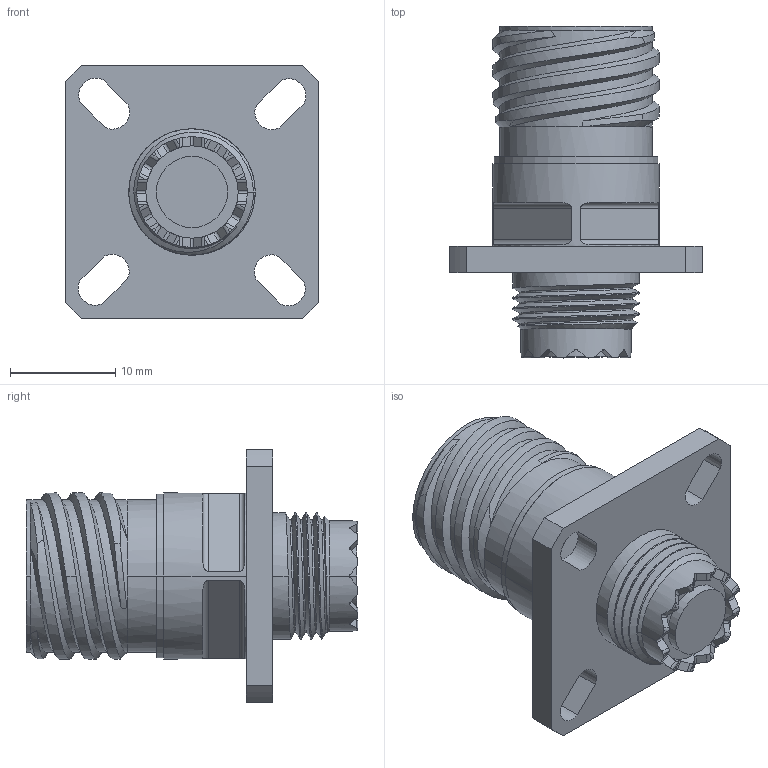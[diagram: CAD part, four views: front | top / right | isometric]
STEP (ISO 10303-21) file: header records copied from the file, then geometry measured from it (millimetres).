
FILE_DESCRIPTION((''),'2;1');
FILE_NAME('8D-07-09-20','2009-07-02T',('NizamudheenKC'),('FCI INTERCONNECT'),'PRO/ENGINEER BY PARAMETRIC TECHNOLOGY CORPORATION, 2005310','PRO/ENGINEER BY PARAMETRIC TECHNOLOGY CORPORATION, 2005310','');
FILE_SCHEMA(('CONFIG_CONTROL_DESIGN'));
Length unit declared in the file: millimetre
Products named in the file (1): 8D-07-09-20
Bounding box: 24.1 x 31.5 x 24.1 mm (x, y, z)
Volume: 5443.9 mm3; surface area: 3082.1 mm2
Topology: 1 solids, 1 shells, 187 faces, 510 edges, 335 vertices
Faces by surface type: cylinder 85, plane 72, bspline 21, cone 8, extrusion 1
Entity records: 9053 total; most frequent: CARTESIAN_POINT 4685, ORIENTED_EDGE 1020, DIRECTION 713, EDGE_CURVE 510, VERTEX_POINT 335, AXIS2_PLACEMENT_3D 264, B_SPLINE_CURVE_WITH_KNOTS 228, EDGE_LOOP 205
